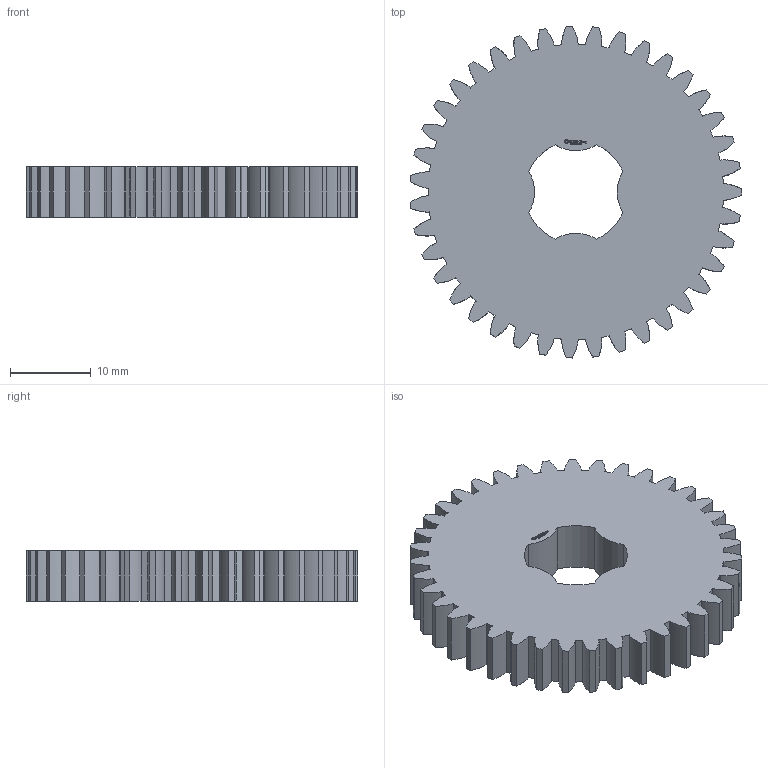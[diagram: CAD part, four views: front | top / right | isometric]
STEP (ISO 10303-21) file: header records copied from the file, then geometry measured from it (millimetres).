
FILE_DESCRIPTION(('FreeCAD Model'),'2;1');
FILE_NAME('Open CASCADE Shape Model','2024-03-09T20:16:00',(''),(''), 'Open CASCADE STEP processor 7.6','FreeCAD','Unknown');
FILE_SCHEMA(('AUTOMOTIVE_DESIGN { 1 0 10303 214 1 1 1 1 }'));
Length unit declared in the file: millimetre
Products named in the file (1): Gear Wheel PLN TTH39 BU00.50 SFT-SHD - SPN-GWH-0134 (stemfie.org)
Bounding box: 40.96 x 40.99 x 6.25 mm (x, y, z)
Volume: 6713.1 mm3; surface area: 3972 mm2
Topology: 1 solids, 1 shells, 704 faces, 2016 edges, 1344 vertices
Faces by surface type: extrusion 360, plane 336, cylinder 8
Entity records: 61051 total; most frequent: CARTESIAN_POINT 18347, DIRECTION 5674, VECTOR 4936, LINE 4576, ORIENTED_EDGE 4032, PCURVE 4032, DEFINITIONAL_REPRESENTATION 4032, EDGE_CURVE 2016
